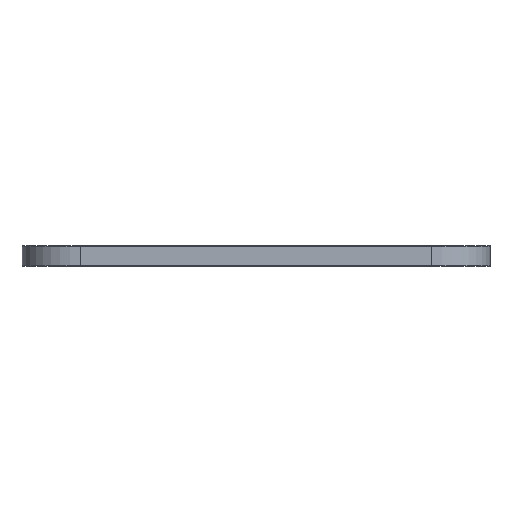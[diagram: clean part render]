
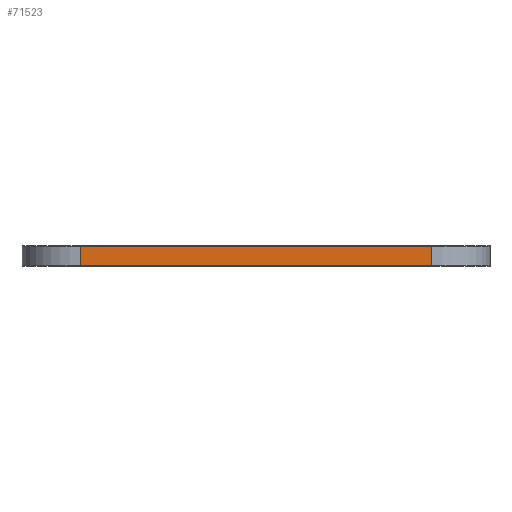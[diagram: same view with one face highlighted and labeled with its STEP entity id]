
A CAD part, left-side view. The second image highlights one B-rep face of the part: STEP entity #71523.
In plain terms, the highlighted planar face has unit normal (-1, 0, 0).
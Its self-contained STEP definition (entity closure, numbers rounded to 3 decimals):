
#70996 = VERTEX_POINT('',#70997);
#70997 = CARTESIAN_POINT('',(-35.75,21.,0.));
#71004 = EDGE_CURVE('',#71005,#70996,#71007,.T.);
#71005 = VERTEX_POINT('',#71006);
#71006 = CARTESIAN_POINT('',(-35.75,3.,0.));
#71007 = LINE('',#71008,#71009);
#71008 = CARTESIAN_POINT('',(-35.75,3.,0.));
#71009 = VECTOR('',#71010,1.);
#71010 = DIRECTION('',(0.,1.,0.));
#71246 = VERTEX_POINT('',#71247);
#71247 = CARTESIAN_POINT('',(-35.75,21.,1.));
#71254 = EDGE_CURVE('',#71255,#71246,#71257,.T.);
#71255 = VERTEX_POINT('',#71256);
#71256 = CARTESIAN_POINT('',(-35.75,3.,1.));
#71257 = LINE('',#71258,#71259);
#71258 = CARTESIAN_POINT('',(-35.75,3.,1.));
#71259 = VECTOR('',#71260,1.);
#71260 = DIRECTION('',(0.,1.,0.));
#71493 = EDGE_CURVE('',#70996,#71246,#71494,.T.);
#71494 = LINE('',#71495,#71496);
#71495 = CARTESIAN_POINT('',(-35.75,21.,0.));
#71496 = VECTOR('',#71497,1.);
#71497 = DIRECTION('',(0.,0.,1.));
#71523 = ADVANCED_FACE('',(#71524),#71535,.T.);
#71524 = FACE_BOUND('',#71525,.T.);
#71525 = EDGE_LOOP('',(#71526,#71532,#71533,#71534));
#71526 = ORIENTED_EDGE('',*,*,#71527,.T.);
#71527 = EDGE_CURVE('',#71005,#71255,#71528,.T.);
#71528 = LINE('',#71529,#71530);
#71529 = CARTESIAN_POINT('',(-35.75,3.,0.));
#71530 = VECTOR('',#71531,1.);
#71531 = DIRECTION('',(0.,0.,1.));
#71532 = ORIENTED_EDGE('',*,*,#71254,.T.);
#71533 = ORIENTED_EDGE('',*,*,#71493,.F.);
#71534 = ORIENTED_EDGE('',*,*,#71004,.F.);
#71535 = PLANE('',#71536);
#71536 = AXIS2_PLACEMENT_3D('',#71537,#71538,#71539);
#71537 = CARTESIAN_POINT('',(-35.75,3.,0.));
#71538 = DIRECTION('',(-1.,0.,0.));
#71539 = DIRECTION('',(0.,1.,0.));
